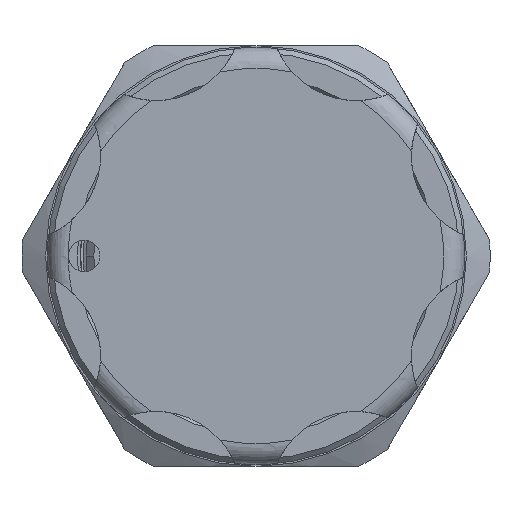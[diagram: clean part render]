
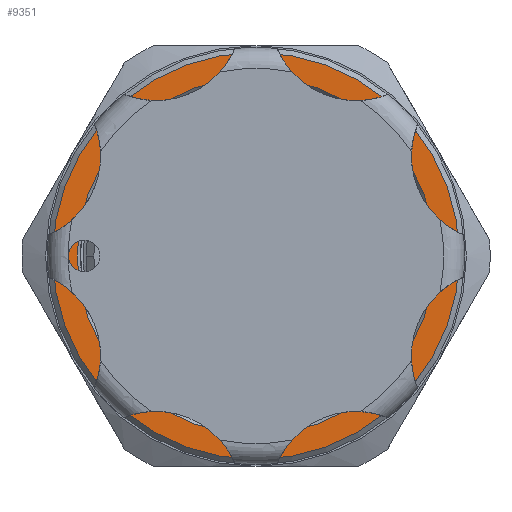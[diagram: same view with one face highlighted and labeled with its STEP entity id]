
A CAD part, left-side view. The second image highlights one B-rep face of the part: STEP entity #9351.
In plain terms, the highlighted planar face has unit normal (-1, 0, 0).
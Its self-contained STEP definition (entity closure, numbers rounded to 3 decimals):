
#116 = CIRCLE ( 'NONE', #11583, 10.2 ) ;
#2182 = EDGE_LOOP ( 'NONE', ( #8642, #8643 ) ) ;
#3159 = CARTESIAN_POINT ( 'NONE',  ( 0., 0., 0. ) ) ;
#3163 = DIRECTION ( 'NONE',  ( 1., 0., 0. ) ) ;
#3414 = DIRECTION ( 'NONE',  ( 0., 0., 1. ) ) ;
#3590 = CARTESIAN_POINT ( 'NONE',  ( 0., 0., 0. ) ) ;
#3744 = DIRECTION ( 'NONE',  ( 1., 0., 0. ) ) ;
#3809 = DIRECTION ( 'NONE',  ( 0., 0., 1. ) ) ;
#4242 = PLANE ( 'NONE',  #11351 ) ;
#4258 = DIRECTION ( 'NONE',  ( -1., 0., 0. ) ) ;
#4300 = DIRECTION ( 'NONE',  ( 0., 0., 1. ) ) ;
#4322 = CARTESIAN_POINT ( 'NONE',  ( 0., 0., 0. ) ) ;
#5757 = CIRCLE ( 'NONE', #11531, 11.6 ) ;
#5989 = EDGE_CURVE ( 'NONE', #8826, #8931, #5757, .T. ) ;
#6145 = EDGE_LOOP ( 'NONE', ( #8632, #8635 ) ) ;
#6178 = EDGE_CURVE ( 'NONE', #8931, #8826, #11162, .T. ) ;
#6293 = EDGE_CURVE ( 'NONE', #8938, #8893, #116, .T. ) ;
#6415 = EDGE_CURVE ( 'NONE', #8893, #8938, #6626, .T. ) ;
#6626 = CIRCLE ( 'NONE', #11320, 10.2 ) ;
#7575 = CARTESIAN_POINT ( 'NONE',  ( 0., 0., 0. ) ) ;
#7586 = DIRECTION ( 'NONE',  ( -1., 0., 0. ) ) ;
#7597 = DIRECTION ( 'NONE',  ( 0., 0., 1. ) ) ;
#7769 = FACE_BOUND ( 'NONE', #2182, .T. ) ;
#7776 = FACE_OUTER_BOUND ( 'NONE', #6145, .T. ) ;
#8632 = ORIENTED_EDGE ( 'NONE', *, *, #6178, .T. ) ;
#8635 = ORIENTED_EDGE ( 'NONE', *, *, #5989, .T. ) ;
#8642 = ORIENTED_EDGE ( 'NONE', *, *, #6293, .T. ) ;
#8643 = ORIENTED_EDGE ( 'NONE', *, *, #6415, .T. ) ;
#8826 = VERTEX_POINT ( 'NONE', #10957 ) ;
#8893 = VERTEX_POINT ( 'NONE', #9988 ) ;
#8931 = VERTEX_POINT ( 'NONE', #10498 ) ;
#8938 = VERTEX_POINT ( 'NONE', #10492 ) ;
#9351 = ADVANCED_FACE ( 'NONE', ( #7769, #7776 ), #4242, .T. ) ;
#9988 = CARTESIAN_POINT ( 'NONE',  ( 0., 0., -10.2 ) ) ;
#10492 = CARTESIAN_POINT ( 'NONE',  ( 0., 0., 10.2 ) ) ;
#10498 = CARTESIAN_POINT ( 'NONE',  ( 0., 0., -11.6 ) ) ;
#10957 = CARTESIAN_POINT ( 'NONE',  ( 0., 0., 11.6 ) ) ;
#11162 = CIRCLE ( 'NONE', #11313, 11.6 ) ;
#11313 = AXIS2_PLACEMENT_3D ( 'NONE', #7575, #7586, #7597 ) ;
#11320 = AXIS2_PLACEMENT_3D ( 'NONE', #3590, #3744, #3809 ) ;
#11351 = AXIS2_PLACEMENT_3D ( 'NONE', #4322, #4258, #4300 ) ;
#11531 = AXIS2_PLACEMENT_3D ( 'NONE', #11930, #11931, #11933 ) ;
#11583 = AXIS2_PLACEMENT_3D ( 'NONE', #3159, #3163, #3414 ) ;
#11930 = CARTESIAN_POINT ( 'NONE',  ( 0., 0., 0. ) ) ;
#11931 = DIRECTION ( 'NONE',  ( -1., 0., 0. ) ) ;
#11933 = DIRECTION ( 'NONE',  ( 0., 0., 1. ) ) ;
